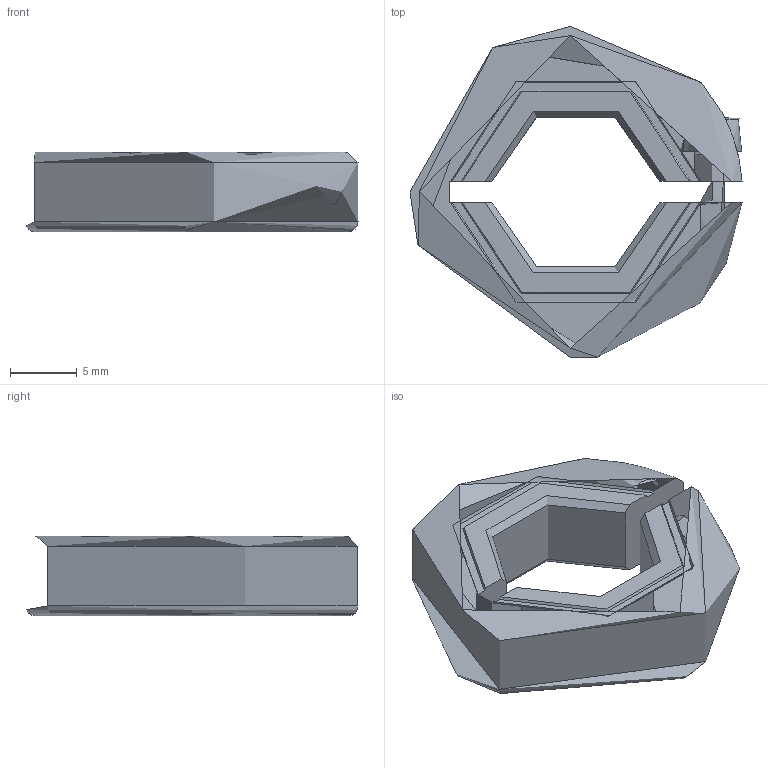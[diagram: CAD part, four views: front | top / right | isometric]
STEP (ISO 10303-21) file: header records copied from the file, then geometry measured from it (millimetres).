
FILE_DESCRIPTION(/* description */ (''),/* implementation_level */ '2;1');
FILE_NAME(/* name */ 'MISC_Collar_ENCL25-8-A.ipt.step',/* time_stamp */ '2015-01-02T19:15:43-08:00',/* author */ ('Autodesk Inc.'),/* organization */ ('Autodesk Inc.'),/* preprocessor_version */ 'ST-DEVELOPER v15.6',/* originating_system */ 'Autodesk Inventor 2015',/* authorisation */ '');
FILE_SCHEMA (('AUTOMOTIVE_DESIGN { 1 0 10303 214 3 1 1 }'));
Length unit declared in the file: metre
Products named in the file (1): MISC_Collar_ENCL25-8-A
Bounding box: 24.92 x 24.87 x 6 mm (x, y, z)
Volume: 2000.4 mm3; surface area: 1610.6 mm2
Topology: 1 solids, 1 shells, 66 faces, 187 edges, 123 vertices
Faces by surface type: cylinder 25, plane 20, cone 10, bspline 6, torus 5
Full cylindrical faces by diameter (mm): 2.057 x9, 2.5 x7, 2.718 x1, 4.5 x1
Entity records: 14838 total; most frequent: CARTESIAN_POINT 13637, ORIENTED_EDGE 254, DIRECTION 209, EDGE_CURVE 127, VERTEX_POINT 86, AXIS2_PLACEMENT_3D 80, EDGE_LOOP 61, FACE_OUTER_BOUND 50
